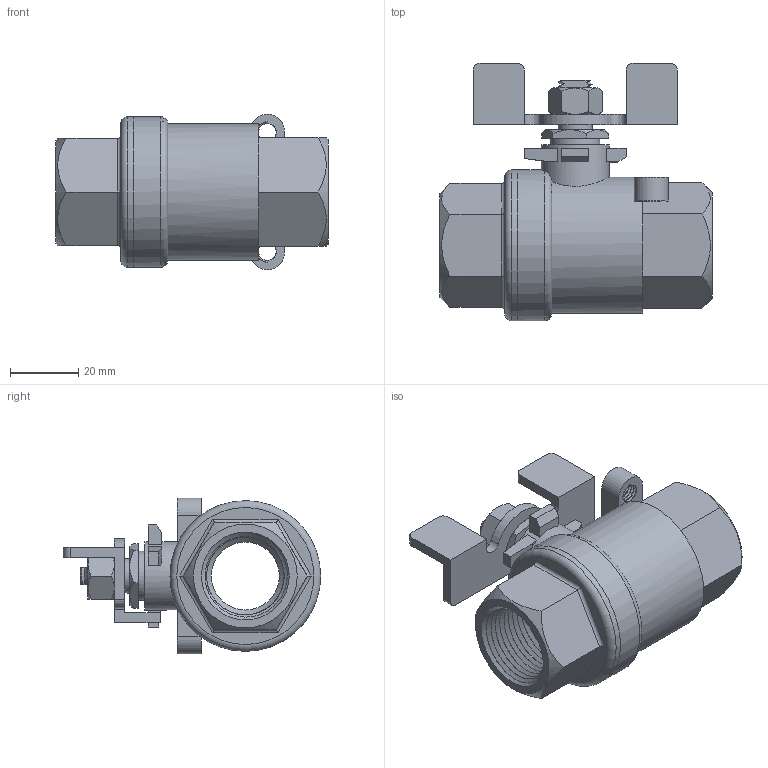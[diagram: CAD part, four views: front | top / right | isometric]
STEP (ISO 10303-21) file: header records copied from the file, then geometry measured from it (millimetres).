
FILE_DESCRIPTION(/* description */ ('Unknown'),/* implementation_level */ '2;1');
FILE_NAME(/* name */ '20201028-V-109PW-P005-TH-1000PSI-NA-DN20',/* time_stamp */ '2020-10-28T11:19:56+08:00',/* author */ ('Unknown'),/* organization */ ('Unknown'),/* preprocessor_version */ 'ST-DEVELOPER v16.7',/* originating_system */ 'DEX',/* authorisation */ $);
FILE_SCHEMA (('AUTOMOTIVE_DESIGN {1 0 10303 214 3 1 1}'));
Length unit declared in the file: millimetre
Products named in the file (1): V-109PW DN20 R1
Bounding box: 80 x 75.65 x 45.8 mm (x, y, z)
Volume: 19005.5 mm3; surface area: 29761.8 mm2
Topology: 5 solids, 6 shells, 231 faces, 748 edges, 534 vertices
Faces by surface type: plane 103, bspline 50, cylinder 49, cone 27, torus 2
Full cylindrical faces by diameter (mm): 10 x1, 10.5 x1, 14.465 x1, 20 x3, 22.8 x11, 40 x1, 44.3 x2
Entity records: 24113 total; most frequent: CARTESIAN_POINT 18626, ORIENTED_EDGE 1420, DIRECTION 791, EDGE_CURVE 710, VERTEX_POINT 525, AXIS2_PLACEMENT_3D 288, EDGE_LOOP 257, FACE_BOUND 257
